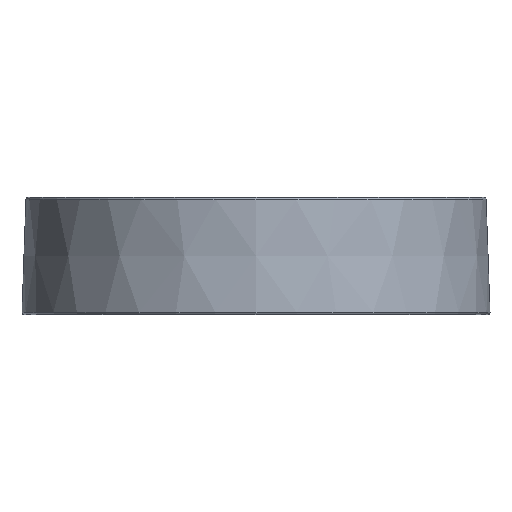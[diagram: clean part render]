
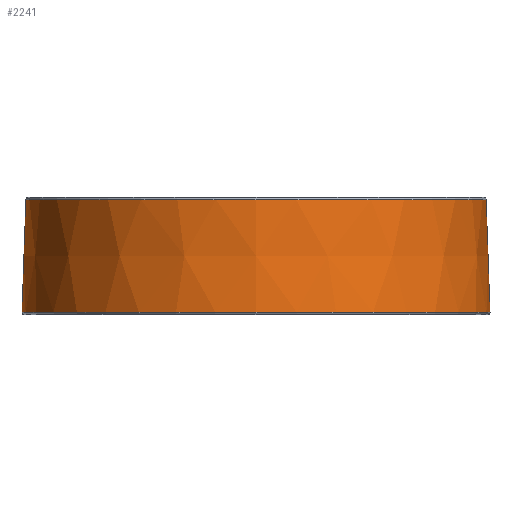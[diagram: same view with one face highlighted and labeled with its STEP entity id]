
A CAD part, front view. The second image highlights one B-rep face of the part: STEP entity #2241.
In plain terms, the highlighted conical face has half-angle 2 degrees and reference radius 25.4 mm.
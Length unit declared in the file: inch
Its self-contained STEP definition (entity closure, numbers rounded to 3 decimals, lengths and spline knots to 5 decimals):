
#247=CONICAL_SURFACE('',#2483,1.,0.035);
#392=FACE_BOUND('',#609,.T.);
#439=FACE_OUTER_BOUND('',#608,.T.);
#608=EDGE_LOOP('',(#1567));
#609=EDGE_LOOP('',(#1568));
#795=CIRCLE('',#2441,0.98288);
#820=CIRCLE('',#2477,0.99964);
#955=VERTEX_POINT('',#3268);
#992=VERTEX_POINT('',#3353);
#1163=EDGE_CURVE('',#955,#955,#795,.T.);
#1200=EDGE_CURVE('',#992,#992,#820,.T.);
#1567=ORIENTED_EDGE('',*,*,#1163,.T.);
#1568=ORIENTED_EDGE('',*,*,#1200,.T.);
#2241=ADVANCED_FACE('',(#439,#392),#247,.T.);
#2441=AXIS2_PLACEMENT_3D('',#3269,#2739,#2740);
#2477=AXIS2_PLACEMENT_3D('',#3354,#2823,#2824);
#2483=AXIS2_PLACEMENT_3D('',#3376,#2835,#2836);
#2739=DIRECTION('center_axis',(0.,0.,-1.));
#2740=DIRECTION('ref_axis',(-1.,0.,0.));
#2823=DIRECTION('center_axis',(0.,0.,1.));
#2824=DIRECTION('ref_axis',(1.,0.,0.));
#2835=DIRECTION('center_axis',(0.,0.,-1.));
#2836=DIRECTION('ref_axis',(1.,0.,0.));
#3268=CARTESIAN_POINT('',(0.98288,0.,0.49035));
#3269=CARTESIAN_POINT('Origin',(0.,0.,0.49035));
#3353=CARTESIAN_POINT('',(0.99964,0.,0.01035));
#3354=CARTESIAN_POINT('Origin',(0.,0.,0.01035));
#3376=CARTESIAN_POINT('Origin',(0.,0.,0.));
